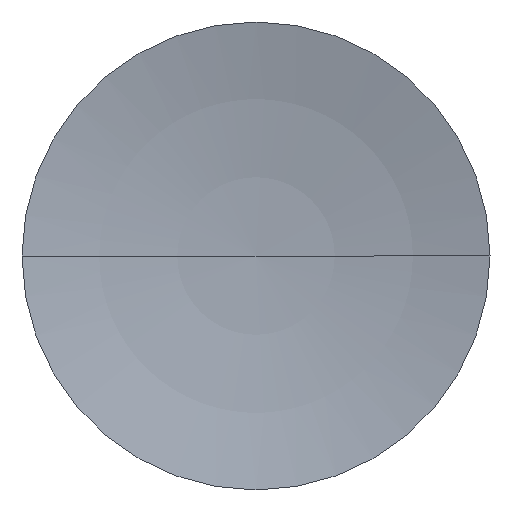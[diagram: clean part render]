
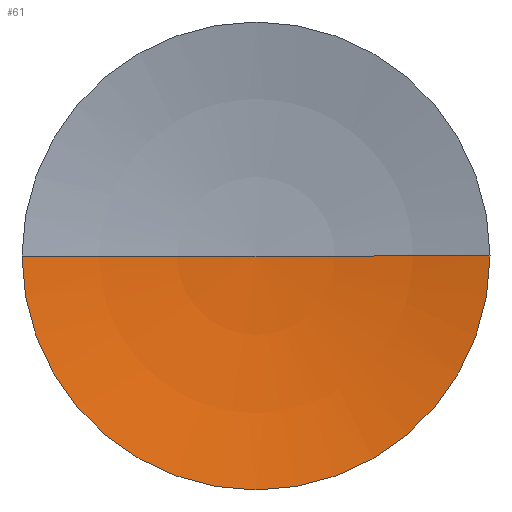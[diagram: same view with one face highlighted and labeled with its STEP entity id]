
A CAD part, left-side view. The second image highlights one B-rep face of the part: STEP entity #61.
In plain terms, the highlighted toroidal (fillet/blend) face has major radius 0.014 mm and minor radius 12.91 mm.
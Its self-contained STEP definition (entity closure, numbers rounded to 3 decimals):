
#7 = CARTESIAN_POINT ( 'NONE',  ( -1.85, 0., 0. ) ) ;
#8 = EDGE_CURVE ( 'NONE', #113, #15, #107, .T. ) ;
#11 = DIRECTION ( 'NONE',  ( 0., 1., 0. ) ) ;
#14 = AXIS2_PLACEMENT_3D ( 'NONE', #7, #177, #11 ) ;
#15 = VERTEX_POINT ( 'NONE', #97 ) ;
#16 = AXIS2_PLACEMENT_3D ( 'NONE', #187, #172, #169 ) ;
#19 = CARTESIAN_POINT ( 'NONE',  ( -1.85, -3., 0. ) ) ;
#45 = DIRECTION ( 'NONE',  ( 0., 1., 0. ) ) ;
#51 = CIRCLE ( 'NONE', #154, 12.91 ) ;
#54 = CIRCLE ( 'NONE', #14, 3. ) ;
#57 = ORIENTED_EDGE ( 'NONE', *, *, #150, .T. ) ;
#61 = ADVANCED_FACE ( 'NONE', ( #153 ), #128, .F. ) ;
#83 = CARTESIAN_POINT ( 'NONE',  ( -14.41, 0., 0. ) ) ;
#86 = AXIS2_PLACEMENT_3D ( 'NONE', #83, #140, #45 ) ;
#97 = CARTESIAN_POINT ( 'NONE',  ( -1.5, 0., 0. ) ) ;
#104 = CARTESIAN_POINT ( 'NONE',  ( -14.41, -0.014, 0. ) ) ;
#107 = CIRCLE ( 'NONE', #16, 12.91 ) ;
#113 = VERTEX_POINT ( 'NONE', #171 ) ;
#128 = TOROIDAL_SURFACE ( 'NONE', #86, 0.014, 12.91 ) ;
#130 = EDGE_LOOP ( 'NONE', ( #143, #57, #190 ) ) ;
#140 = DIRECTION ( 'NONE',  ( 1., 0., 0. ) ) ;
#143 = ORIENTED_EDGE ( 'NONE', *, *, #191, .F. ) ;
#147 = DIRECTION ( 'NONE',  ( 0., 0., 1. ) ) ;
#150 = EDGE_CURVE ( 'NONE', #201, #15, #51, .T. ) ;
#153 = FACE_OUTER_BOUND ( 'NONE', #130, .T. ) ;
#154 = AXIS2_PLACEMENT_3D ( 'NONE', #104, #147, #165 ) ;
#165 = DIRECTION ( 'NONE',  ( 0., -1., 0. ) ) ;
#169 = DIRECTION ( 'NONE',  ( -1., 0., 0. ) ) ;
#171 = CARTESIAN_POINT ( 'NONE',  ( -1.85, 3., 0. ) ) ;
#172 = DIRECTION ( 'NONE',  ( 0., 0., -1. ) ) ;
#177 = DIRECTION ( 'NONE',  ( 1., 0., 0. ) ) ;
#187 = CARTESIAN_POINT ( 'NONE',  ( -14.41, 0.014, 0. ) ) ;
#190 = ORIENTED_EDGE ( 'NONE', *, *, #8, .F. ) ;
#191 = EDGE_CURVE ( 'NONE', #201, #113, #54, .T. ) ;
#201 = VERTEX_POINT ( 'NONE', #19 ) ;
